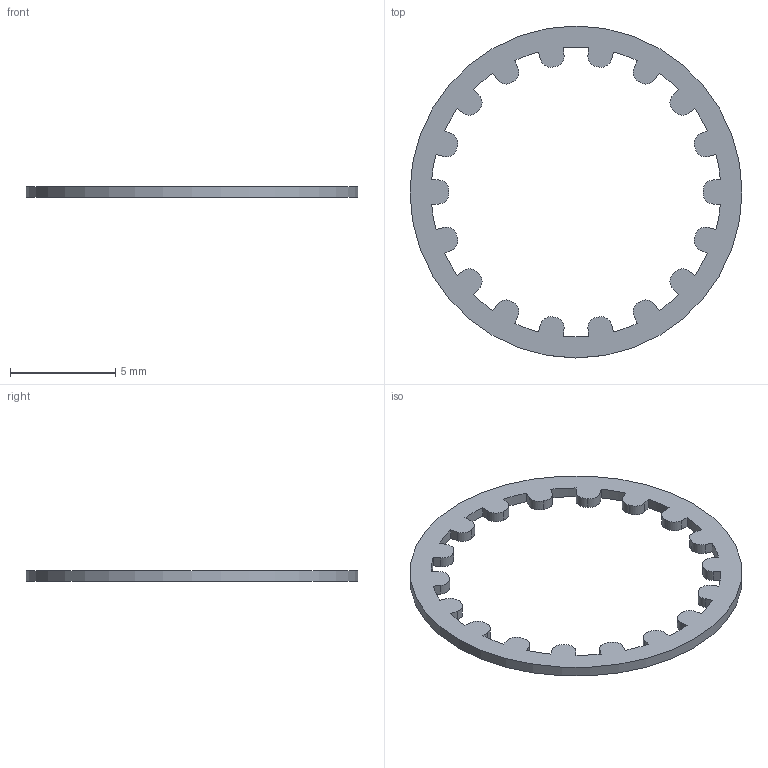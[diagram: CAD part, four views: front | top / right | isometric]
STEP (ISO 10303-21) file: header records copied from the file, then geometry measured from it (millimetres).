
FILE_DESCRIPTION(/* description */ ('Lockwasher AT508 - Bushing Mount Miniature Toggles-Series M - Standard Hardwarw for Small & Large Bushings'),/* implementation_level */ '2;1');
FILE_NAME(/* name */ 'AT508.ipt.step',/* time_stamp */ '2014-01-07T11:04:31-08:00',/* author */ ('Cadenas PARTsolutions'),/* organization */ ('NKKSWITCHES'),/* preprocessor_version */ 'ST-DEVELOPER v15.2',/* originating_system */ 'Autodesk Inventor 2014',/* authorisation */ '');
FILE_SCHEMA (('AUTOMOTIVE_DESIGN { 1 0 10303 214 3 1 1 }'));
Length unit declared in the file: inch
Products named in the file (1): AT508
Bounding box: 15.8 x 15.8 x 0.51 mm (x, y, z)
Volume: 31.6 mm3; surface area: 182.1 mm2
Topology: 1 solids, 1 shells, 93 faces, 273 edges, 182 vertices
Faces by surface type: cylinder 55, plane 38
Full cylindrical faces by diameter (mm): 15.799 x1
Entity records: 3159 total; most frequent: DIRECTION 570, CARTESIAN_POINT 548, ORIENTED_EDGE 544, EDGE_CURVE 272, AXIS2_PLACEMENT_3D 204, VERTEX_POINT 182, LINE 162, VECTOR 162
